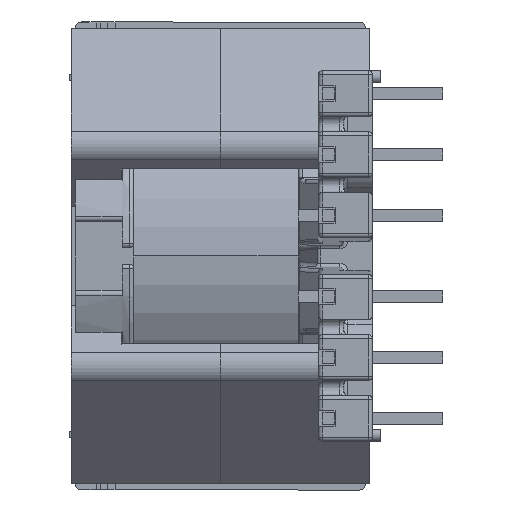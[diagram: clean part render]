
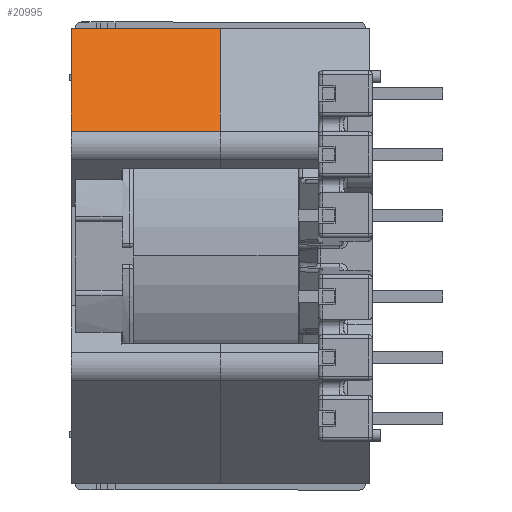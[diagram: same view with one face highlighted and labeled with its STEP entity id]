
A CAD part, left-side view. The second image highlights one B-rep face of the part: STEP entity #20995.
In plain terms, the highlighted face is planar.
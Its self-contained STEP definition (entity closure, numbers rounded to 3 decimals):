
#2569 = CARTESIAN_POINT ( 'NONE',  ( 0., 0., -7.33 ) ) ;
#3163 = CARTESIAN_POINT ( 'NONE',  ( 9.35, 0., -7.33 ) ) ;
#3645 = CARTESIAN_POINT ( 'NONE',  ( 0., -6.432, -0.898 ) ) ;
#4315 = PLANE ( 'NONE',  #11743 ) ;
#6735 = ORIENTED_EDGE ( 'NONE', *, *, #25131, .T. ) ;
#8849 = ORIENTED_EDGE ( 'NONE', *, *, #13254, .F. ) ;
#9019 = CARTESIAN_POINT ( 'NONE',  ( 0., -7.33, 0. ) ) ;
#9270 = VERTEX_POINT ( 'NONE', #3645 ) ;
#10447 = CARTESIAN_POINT ( 'NONE',  ( 9.35, -6.432, -0.898 ) ) ;
#11327 = VECTOR ( 'NONE', #24294, 1000. ) ;
#11546 = VECTOR ( 'NONE', #24535, 1000. ) ;
#11743 = AXIS2_PLACEMENT_3D ( 'NONE', #9019, #29997, #18562 ) ;
#12561 = VECTOR ( 'NONE', #19081, 1000. ) ;
#12664 = VECTOR ( 'NONE', #29872, 1000. ) ;
#12935 = ORIENTED_EDGE ( 'NONE', *, *, #25316, .F. ) ;
#13123 = ORIENTED_EDGE ( 'NONE', *, *, #16275, .T. ) ;
#13254 = EDGE_CURVE ( 'NONE', #9270, #22200, #23749, .T. ) ;
#14696 = CARTESIAN_POINT ( 'NONE',  ( 9.35, -6.432, -0.898 ) ) ;
#15028 = VERTEX_POINT ( 'NONE', #10447 ) ;
#15389 = VERTEX_POINT ( 'NONE', #3163 ) ;
#15599 = EDGE_LOOP ( 'NONE', ( #8849, #13123, #6735, #12935 ) ) ;
#16275 = EDGE_CURVE ( 'NONE', #9270, #15028, #25338, .T. ) ;
#16697 = LINE ( 'NONE', #18741, #12664 ) ;
#17068 = LINE ( 'NONE', #20074, #11546 ) ;
#17526 = FACE_OUTER_BOUND ( 'NONE', #15599, .T. ) ;
#18562 = DIRECTION ( 'NONE',  ( 0., 0.707, -0.707 ) ) ;
#18741 = CARTESIAN_POINT ( 'NONE',  ( 0., 0., -7.33 ) ) ;
#19081 = DIRECTION ( 'NONE',  ( 1., 0., 0. ) ) ;
#20074 = CARTESIAN_POINT ( 'NONE',  ( 9.35, -7.33, 0. ) ) ;
#20995 = ADVANCED_FACE ( 'NONE', ( #17526 ), #4315, .F. ) ;
#22200 = VERTEX_POINT ( 'NONE', #2569 ) ;
#23749 = LINE ( 'NONE', #24087, #11327 ) ;
#24087 = CARTESIAN_POINT ( 'NONE',  ( 0., -7.33, 0. ) ) ;
#24294 = DIRECTION ( 'NONE',  ( 0., 0.707, -0.707 ) ) ;
#24535 = DIRECTION ( 'NONE',  ( 0., 0.707, -0.707 ) ) ;
#25131 = EDGE_CURVE ( 'NONE', #15028, #15389, #17068, .T. ) ;
#25316 = EDGE_CURVE ( 'NONE', #22200, #15389, #16697, .T. ) ;
#25338 = LINE ( 'NONE', #14696, #12561 ) ;
#29872 = DIRECTION ( 'NONE',  ( 1., 0., 0. ) ) ;
#29997 = DIRECTION ( 'NONE',  ( 0., -0.707, -0.707 ) ) ;
